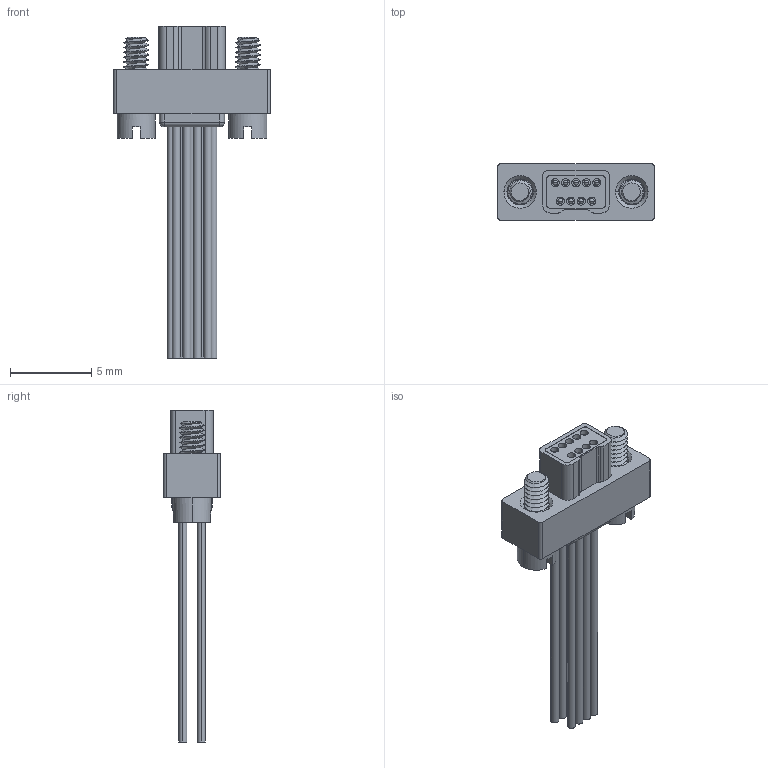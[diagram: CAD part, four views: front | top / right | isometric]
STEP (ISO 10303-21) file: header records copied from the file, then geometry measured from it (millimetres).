
FILE_DESCRIPTION((''),'2;1');
FILE_NAME('FWND0-S0090310-002','2024-11-05T',('gongcheng6'),(''),'PRO/ENGINEER BY PARAMETRIC TECHNOLOGY CORPORATION, 2010280','PRO/ENGINEER BY PARAMETRIC TECHNOLOGY CORPORATION, 2010280','');
FILE_SCHEMA(('CONFIG_CONTROL_DESIGN'));
Length unit declared in the file: millimetre
Products named in the file (1): FWND0-S0090310-002
Bounding box: 9.63 x 3.48 x 20.4 mm (x, y, z)
Volume: 160.9 mm3; surface area: 561.8 mm2
Topology: 1 solids, 1 shells, 241 faces, 602 edges, 377 vertices
Faces by surface type: cylinder 146, plane 59, sphere 22, cone 10, bspline 4
Entity records: 15012 total; most frequent: CARTESIAN_POINT 9414, ORIENTED_EDGE 1160, DIRECTION 1134, EDGE_CURVE 580, AXIS2_PLACEMENT_3D 449, VERTEX_POINT 377, EDGE_LOOP 277, FACE_OUTER_BOUND 241
